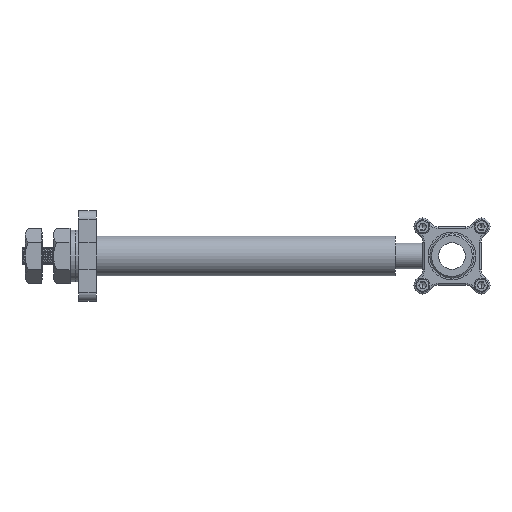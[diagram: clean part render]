
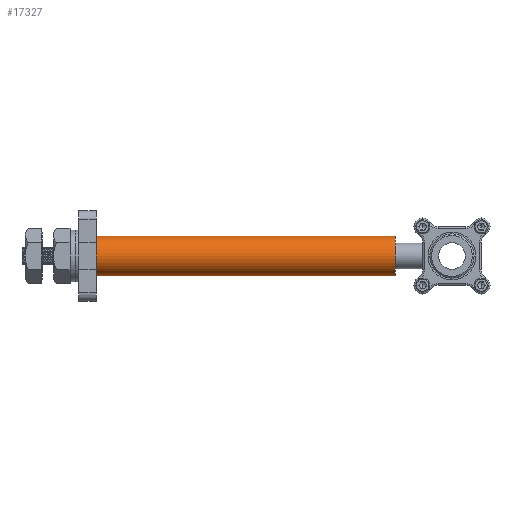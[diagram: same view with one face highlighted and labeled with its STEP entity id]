
A CAD part, left-side view. The second image highlights one B-rep face of the part: STEP entity #17327.
In plain terms, the highlighted cylindrical face has radius 11.267 mm (diameter 22.533 mm), a partial arc.
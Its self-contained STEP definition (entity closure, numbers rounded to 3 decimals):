
#1195 = DIRECTION ( 'NONE',  ( 0., -1., 0. ) ) ;
#1787 = AXIS2_PLACEMENT_3D ( 'NONE', #45316, #1195, #15560 ) ;
#2200 = LINE ( 'NONE', #84987, #25140 ) ;
#8887 = DIRECTION ( 'NONE',  ( 0., 0., -1. ) ) ;
#10818 = CARTESIAN_POINT ( 'NONE',  ( 0., 201., 0. ) ) ;
#15560 = DIRECTION ( 'NONE',  ( 0., 0., -1. ) ) ;
#16062 = DIRECTION ( 'NONE',  ( 0., -1., 0. ) ) ;
#17327 = ADVANCED_FACE ( 'NONE', ( #28097 ), #20677, .T. ) ;
#18528 = VECTOR ( 'NONE', #68730, 1000. ) ;
#19445 = CIRCLE ( 'NONE', #51084, 11.267 ) ;
#19702 = EDGE_CURVE ( 'NONE', #81872, #36643, #47840, .T. ) ;
#20677 = CYLINDRICAL_SURFACE ( 'NONE', #1787, 11.267 ) ;
#20978 = EDGE_CURVE ( 'NONE', #43475, #36643, #46433, .T. ) ;
#24244 = CARTESIAN_POINT ( 'NONE',  ( 0., 32.17, 11.267 ) ) ;
#25140 = VECTOR ( 'NONE', #16062, 1000. ) ;
#26990 = VERTEX_POINT ( 'NONE', #89334 ) ;
#28097 = FACE_OUTER_BOUND ( 'NONE', #75809, .T. ) ;
#30342 = DIRECTION ( 'NONE',  ( 0., 0., -1. ) ) ;
#30671 = ORIENTED_EDGE ( 'NONE', *, *, #60503, .F. ) ;
#36643 = VERTEX_POINT ( 'NONE', #56564 ) ;
#37291 = DIRECTION ( 'NONE',  ( 0., -1., 0. ) ) ;
#40010 = ORIENTED_EDGE ( 'NONE', *, *, #19702, .F. ) ;
#40760 = CARTESIAN_POINT ( 'NONE',  ( 0., 201., -11.267 ) ) ;
#43475 = VERTEX_POINT ( 'NONE', #40760 ) ;
#45316 = CARTESIAN_POINT ( 'NONE',  ( 0., 0., 0. ) ) ;
#46433 = LINE ( 'NONE', #84618, #18528 ) ;
#47840 = CIRCLE ( 'NONE', #77782, 11.267 ) ;
#48505 = DIRECTION ( 'NONE',  ( 0., -1., 0. ) ) ;
#51084 = AXIS2_PLACEMENT_3D ( 'NONE', #10818, #48505, #8887 ) ;
#56564 = CARTESIAN_POINT ( 'NONE',  ( 0., 32.17, -11.267 ) ) ;
#60503 = EDGE_CURVE ( 'NONE', #26990, #81872, #2200, .T. ) ;
#60609 = ORIENTED_EDGE ( 'NONE', *, *, #20978, .T. ) ;
#66050 = CARTESIAN_POINT ( 'NONE',  ( 0., 32.17, 0. ) ) ;
#68730 = DIRECTION ( 'NONE',  ( 0., -1., 0. ) ) ;
#75809 = EDGE_LOOP ( 'NONE', ( #30671, #77010, #60609, #40010 ) ) ;
#77010 = ORIENTED_EDGE ( 'NONE', *, *, #97824, .T. ) ;
#77782 = AXIS2_PLACEMENT_3D ( 'NONE', #66050, #37291, #30342 ) ;
#81872 = VERTEX_POINT ( 'NONE', #24244 ) ;
#84618 = CARTESIAN_POINT ( 'NONE',  ( 0., 0., -11.267 ) ) ;
#84987 = CARTESIAN_POINT ( 'NONE',  ( 0., 0., 11.267 ) ) ;
#89334 = CARTESIAN_POINT ( 'NONE',  ( 0., 201., 11.267 ) ) ;
#97824 = EDGE_CURVE ( 'NONE', #26990, #43475, #19445, .T. ) ;
